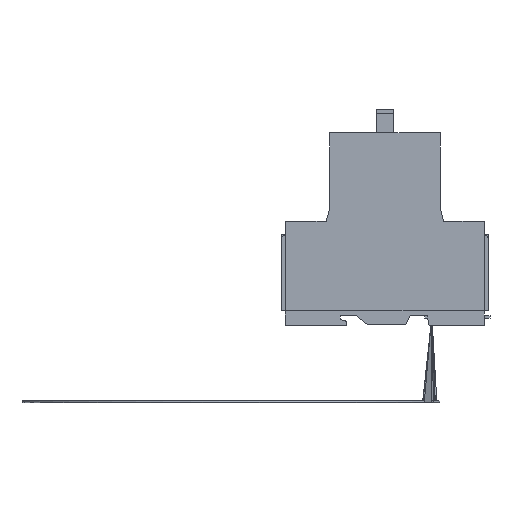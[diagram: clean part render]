
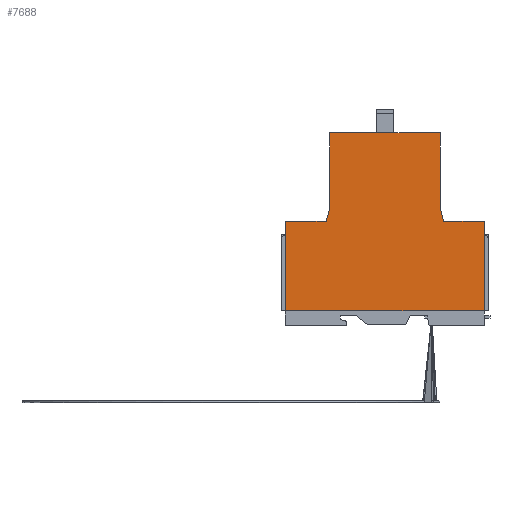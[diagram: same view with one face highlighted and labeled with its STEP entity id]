
A CAD part, left-side view. The second image highlights one B-rep face of the part: STEP entity #7688.
In plain terms, the highlighted planar face has unit normal (-1, 0, 0).
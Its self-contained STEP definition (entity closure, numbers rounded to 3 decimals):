
#347 = EDGE_CURVE ( 'NONE', #369, #370, #2261, .T. ) ;
#369 = VERTEX_POINT ( 'NONE', #2523 ) ;
#370 = VERTEX_POINT ( 'NONE', #2522 ) ;
#702 = VERTEX_POINT ( 'NONE', #3792 ) ;
#1078 = EDGE_CURVE ( 'NONE', #1108, #1079, #6887, .T. ) ;
#1079 = VERTEX_POINT ( 'NONE', #6898 ) ;
#1108 = VERTEX_POINT ( 'NONE', #7649 ) ;
#1122 = EDGE_CURVE ( 'NONE', #1253, #369, #7418, .T. ) ;
#1189 = EDGE_CURVE ( 'NONE', #1079, #702, #7869, .T. ) ;
#1252 = EDGE_CURVE ( 'NONE', #370, #1108, #8081, .T. ) ;
#1253 = VERTEX_POINT ( 'NONE', #8077 ) ;
#2258 = DIRECTION ( 'NONE',  ( 0., -1., 0. ) ) ;
#2259 = VECTOR ( 'NONE', #2258, 1000. ) ;
#2260 = CARTESIAN_POINT ( 'NONE',  ( 0., -22.25, 17.5 ) ) ;
#2261 = LINE ( 'NONE', #2260, #2259 ) ;
#2522 = CARTESIAN_POINT ( 'NONE',  ( 0., -22.25, 17.5 ) ) ;
#2523 = CARTESIAN_POINT ( 'NONE',  ( 0., 22.25, 17.5 ) ) ;
#3792 = CARTESIAN_POINT ( 'NONE',  ( 0., -40., -18. ) ) ;
#6887 = LINE ( 'NONE', #6903, #6902 ) ;
#6898 = CARTESIAN_POINT ( 'NONE',  ( 0., -23.625, -18. ) ) ;
#6900 = DIRECTION ( 'NONE',  ( 0., -0.253, -0.967 ) ) ;
#6902 = VECTOR ( 'NONE', #6900, 1000. ) ;
#6903 = CARTESIAN_POINT ( 'NONE',  ( 0., -22.25, -12.75 ) ) ;
#7354 = VERTEX_POINT ( 'NONE', #17035 ) ;
#7399 = EDGE_CURVE ( 'NONE', #7411, #7354, #16964, .T. ) ;
#7407 = EDGE_CURVE ( 'NONE', #702, #7422, #16960, .T. ) ;
#7411 = VERTEX_POINT ( 'NONE', #16956 ) ;
#7416 = EDGE_CURVE ( 'NONE', #7422, #7411, #16955, .T. ) ;
#7418 = LINE ( 'NONE', #7545, #7543 ) ;
#7422 = VERTEX_POINT ( 'NONE', #16946 ) ;
#7541 = DIRECTION ( 'NONE',  ( 0., 0., 1. ) ) ;
#7543 = VECTOR ( 'NONE', #7541, 1000. ) ;
#7545 = CARTESIAN_POINT ( 'NONE',  ( 0., 22.25, -12.75 ) ) ;
#7548 = EDGE_LOOP ( 'NONE', ( #7669, #7643, #7761, #7760, #7647, #7665, #7648, #7684, #7656, #7677 ) ) ;
#7586 = EDGE_CURVE ( 'NONE', #7614, #1253, #17477, .T. ) ;
#7612 = EDGE_CURVE ( 'NONE', #7354, #7614, #17411, .T. ) ;
#7614 = VERTEX_POINT ( 'NONE', #17407 ) ;
#7643 = ORIENTED_EDGE ( 'NONE', *, *, #7586, .F. ) ;
#7647 = ORIENTED_EDGE ( 'NONE', *, *, #7416, .F. ) ;
#7648 = ORIENTED_EDGE ( 'NONE', *, *, #1189, .F. ) ;
#7649 = CARTESIAN_POINT ( 'NONE',  ( 0., -22.25, -12.75 ) ) ;
#7656 = ORIENTED_EDGE ( 'NONE', *, *, #1252, .F. ) ;
#7665 = ORIENTED_EDGE ( 'NONE', *, *, #7407, .F. ) ;
#7669 = ORIENTED_EDGE ( 'NONE', *, *, #1122, .F. ) ;
#7677 = ORIENTED_EDGE ( 'NONE', *, *, #347, .F. ) ;
#7684 = ORIENTED_EDGE ( 'NONE', *, *, #1078, .F. ) ;
#7688 = ADVANCED_FACE ( 'NONE', ( #17444 ), #17429, .T. ) ;
#7760 = ORIENTED_EDGE ( 'NONE', *, *, #7399, .F. ) ;
#7761 = ORIENTED_EDGE ( 'NONE', *, *, #7612, .F. ) ;
#7866 = DIRECTION ( 'NONE',  ( 0., -1., 0. ) ) ;
#7867 = VECTOR ( 'NONE', #7866, 1000. ) ;
#7868 = CARTESIAN_POINT ( 'NONE',  ( 0., -23.625, -18. ) ) ;
#7869 = LINE ( 'NONE', #7868, #7867 ) ;
#8077 = CARTESIAN_POINT ( 'NONE',  ( 0., 22.25, -12.75 ) ) ;
#8078 = DIRECTION ( 'NONE',  ( 0., 0., -1. ) ) ;
#8079 = VECTOR ( 'NONE', #8078, 1000. ) ;
#8080 = CARTESIAN_POINT ( 'NONE',  ( 0., -22.25, 17.5 ) ) ;
#8081 = LINE ( 'NONE', #8080, #8079 ) ;
#16946 = CARTESIAN_POINT ( 'NONE',  ( 0., -40., -54. ) ) ;
#16952 = DIRECTION ( 'NONE',  ( 0., 1., 0. ) ) ;
#16953 = VECTOR ( 'NONE', #16952, 1000. ) ;
#16954 = CARTESIAN_POINT ( 'NONE',  ( 0., -40., -54. ) ) ;
#16955 = LINE ( 'NONE', #16954, #16953 ) ;
#16956 = CARTESIAN_POINT ( 'NONE',  ( 0., 40., -54. ) ) ;
#16957 = DIRECTION ( 'NONE',  ( 0., 0., -1. ) ) ;
#16958 = VECTOR ( 'NONE', #16957, 1000. ) ;
#16959 = CARTESIAN_POINT ( 'NONE',  ( 0., -40., -18. ) ) ;
#16960 = LINE ( 'NONE', #16959, #16958 ) ;
#16961 = DIRECTION ( 'NONE',  ( 0., 0., 1. ) ) ;
#16962 = VECTOR ( 'NONE', #16961, 1000. ) ;
#16963 = CARTESIAN_POINT ( 'NONE',  ( 0., 40., -18. ) ) ;
#16964 = LINE ( 'NONE', #16963, #16962 ) ;
#17035 = CARTESIAN_POINT ( 'NONE',  ( 0., 40., -18. ) ) ;
#17407 = CARTESIAN_POINT ( 'NONE',  ( 0., 23.625, -18. ) ) ;
#17408 = DIRECTION ( 'NONE',  ( 0., -1., 0. ) ) ;
#17409 = VECTOR ( 'NONE', #17408, 1000. ) ;
#17410 = CARTESIAN_POINT ( 'NONE',  ( 0., 40., -18. ) ) ;
#17411 = LINE ( 'NONE', #17410, #17409 ) ;
#17423 = DIRECTION ( 'NONE',  ( 0., 0., 1. ) ) ;
#17424 = DIRECTION ( 'NONE',  ( -1., 0., 0. ) ) ;
#17425 = CARTESIAN_POINT ( 'NONE',  ( 0., 22.25, 17.5 ) ) ;
#17426 = AXIS2_PLACEMENT_3D ( 'NONE', #17425, #17424, #17423 ) ;
#17429 = PLANE ( 'NONE',  #17426 ) ;
#17444 = FACE_OUTER_BOUND ( 'NONE', #7548, .T. ) ;
#17474 = DIRECTION ( 'NONE',  ( 0., -0.253, 0.967 ) ) ;
#17475 = VECTOR ( 'NONE', #17474, 1000. ) ;
#17476 = CARTESIAN_POINT ( 'NONE',  ( 0., 22.25, -12.75 ) ) ;
#17477 = LINE ( 'NONE', #17476, #17475 ) ;
